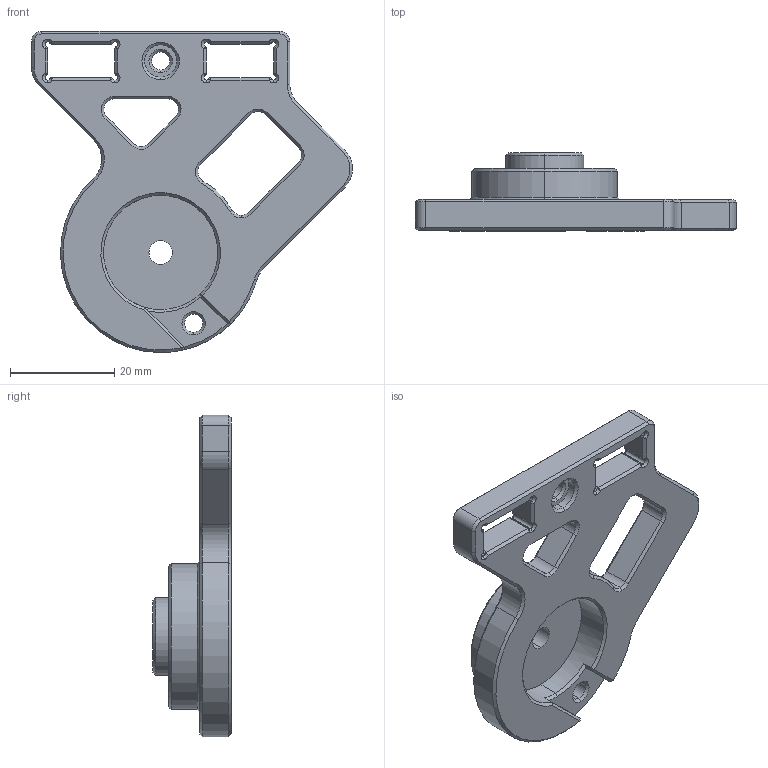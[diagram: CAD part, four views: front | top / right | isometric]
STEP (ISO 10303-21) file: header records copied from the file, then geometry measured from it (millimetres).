
FILE_DESCRIPTION (( 'STEP AP214' ), '1' );
FILE_NAME ('Upper assembly plate without servo.STEP', '2021-04-08T08:21:34', ( '' ), ( '' ), 'SwSTEP 2.0', 'SolidWorks 2018', '' );
FILE_SCHEMA (( 'AUTOMOTIVE_DESIGN' ));
Length unit declared in the file: millimetre
Products named in the file (1): Upper assembly plate without servo
Bounding box: 61.7 x 15 x 61.75 mm (x, y, z)
Volume: 13824 mm3; surface area: 7635.9 mm2
Topology: 1 solids, 1 shells, 280 faces, 654 edges, 345 vertices
Faces by surface type: cone 125, plane 90, cylinder 65
Entity records: 7583 total; most frequent: DIRECTION 1404, CARTESIAN_POINT 1275, ORIENTED_EDGE 1238, EDGE_CURVE 619, AXIS2_PLACEMENT_3D 514, LINE 376, VECTOR 376, VERTEX_POINT 345
